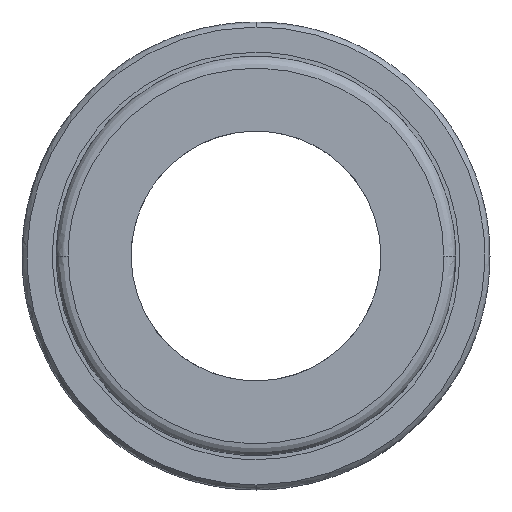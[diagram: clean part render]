
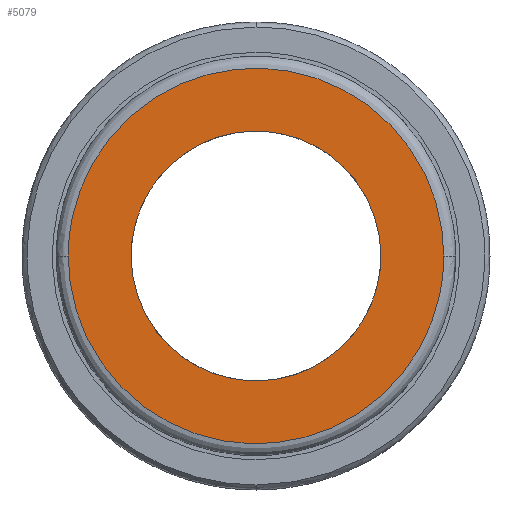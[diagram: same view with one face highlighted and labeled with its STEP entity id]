
A CAD part, left-side view. The second image highlights one B-rep face of the part: STEP entity #5079.
In plain terms, the highlighted free-form (B-spline) face has degree [1, 1] with [2, 2] control points.
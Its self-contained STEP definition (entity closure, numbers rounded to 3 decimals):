
#4976 = VERTEX_POINT('',#4977);
#4977 = CARTESIAN_POINT('',(-37.109,-13.561,
    0.));
#4983 = EDGE_CURVE('',#4984,#4976,#4986,.T.);
#4984 = VERTEX_POINT('',#4985);
#4985 = CARTESIAN_POINT('',(-37.109,13.561,0.));
#4986 = ( BOUNDED_CURVE() B_SPLINE_CURVE(2,(#4987,#4988,#4989,#4990,
#4991),.UNSPECIFIED.,.F.,.F.) B_SPLINE_CURVE_WITH_KNOTS((3,2,3),(0.,
1.571,3.142),.PIECEWISE_BEZIER_KNOTS.) CURVE() 
GEOMETRIC_REPRESENTATION_ITEM() RATIONAL_B_SPLINE_CURVE((1.,
0.707,1.,0.707,1.)) REPRESENTATION_ITEM('') );
#4987 = CARTESIAN_POINT('',(-37.109,13.561,0.));
#4988 = CARTESIAN_POINT('',(-37.109,13.561,
    -13.561));
#4989 = CARTESIAN_POINT('',(-37.109,0.,
    -13.561));
#4990 = CARTESIAN_POINT('',(-37.109,-13.561,
    -13.561));
#4991 = CARTESIAN_POINT('',(-37.109,-13.561,
    0.));
#5079 = ADVANCED_FACE('',(#5080,#5102),#5113,.F.);
#5080 = FACE_BOUND('',#5081,.T.);
#5081 = EDGE_LOOP('',(#5082,#5094));
#5082 = ORIENTED_EDGE('',*,*,#5083,.F.);
#5083 = EDGE_CURVE('',#5084,#5086,#5088,.T.);
#5084 = VERTEX_POINT('',#5085);
#5085 = CARTESIAN_POINT('',(-37.109,-9.021,0.));
#5086 = VERTEX_POINT('',#5087);
#5087 = CARTESIAN_POINT('',(-37.109,9.021,
    0.));
#5088 = ( BOUNDED_CURVE() B_SPLINE_CURVE(2,(#5089,#5090,#5091,#5092,
#5093),.UNSPECIFIED.,.F.,.F.) B_SPLINE_CURVE_WITH_KNOTS((3,2,3),(0.,
1.571,3.142),.PIECEWISE_BEZIER_KNOTS.) CURVE() 
GEOMETRIC_REPRESENTATION_ITEM() RATIONAL_B_SPLINE_CURVE((1.,
0.707,1.,0.707,1.)) REPRESENTATION_ITEM('') );
#5089 = CARTESIAN_POINT('',(-37.109,-9.021,0.));
#5090 = CARTESIAN_POINT('',(-37.109,-9.021,
    9.021));
#5091 = CARTESIAN_POINT('',(-37.109,0.,
    9.021));
#5092 = CARTESIAN_POINT('',(-37.109,9.021,
    9.021));
#5093 = CARTESIAN_POINT('',(-37.109,9.021,
    0.));
#5094 = ORIENTED_EDGE('',*,*,#5095,.F.);
#5095 = EDGE_CURVE('',#5086,#5084,#5096,.T.);
#5096 = ( BOUNDED_CURVE() B_SPLINE_CURVE(2,(#5097,#5098,#5099,#5100,
#5101),.UNSPECIFIED.,.F.,.F.) B_SPLINE_CURVE_WITH_KNOTS((3,2,3),(
    3.142,4.712,6.283),
.PIECEWISE_BEZIER_KNOTS.) CURVE() GEOMETRIC_REPRESENTATION_ITEM() 
RATIONAL_B_SPLINE_CURVE((1.,0.707,1.,0.707,1.)) 
REPRESENTATION_ITEM('') );
#5097 = CARTESIAN_POINT('',(-37.109,9.021,
    0.));
#5098 = CARTESIAN_POINT('',(-37.109,9.021,
    -9.021));
#5099 = CARTESIAN_POINT('',(-37.109,0.,
    -9.021));
#5100 = CARTESIAN_POINT('',(-37.109,-9.021,
    -9.021));
#5101 = CARTESIAN_POINT('',(-37.109,-9.021,
    0.));
#5102 = FACE_BOUND('',#5103,.T.);
#5103 = EDGE_LOOP('',(#5104,#5105));
#5104 = ORIENTED_EDGE('',*,*,#4983,.T.);
#5105 = ORIENTED_EDGE('',*,*,#5106,.T.);
#5106 = EDGE_CURVE('',#4976,#4984,#5107,.T.);
#5107 = ( BOUNDED_CURVE() B_SPLINE_CURVE(2,(#5108,#5109,#5110,#5111,
#5112),.UNSPECIFIED.,.F.,.F.) B_SPLINE_CURVE_WITH_KNOTS((3,2,3),(
    3.142,4.712,6.283),
.PIECEWISE_BEZIER_KNOTS.) CURVE() GEOMETRIC_REPRESENTATION_ITEM() 
RATIONAL_B_SPLINE_CURVE((1.,0.707,1.,0.707,1.)) 
REPRESENTATION_ITEM('') );
#5108 = CARTESIAN_POINT('',(-37.109,-13.561,
    0.));
#5109 = CARTESIAN_POINT('',(-37.109,-13.561,
    13.561));
#5110 = CARTESIAN_POINT('',(-37.109,0.,
    13.561));
#5111 = CARTESIAN_POINT('',(-37.109,13.561,
    13.561));
#5112 = CARTESIAN_POINT('',(-37.109,13.561,
    0.));
#5113 = B_SPLINE_SURFACE_WITH_KNOTS('',1,1,(
    (#5114,#5115)
    ,(#5116,#5117
    )),.UNSPECIFIED.,.F.,.F.,.F.,(2,2),(2,2),(-29.545,-0.909),(
    -14.318,14.318),.PIECEWISE_BEZIER_KNOTS.);
#5114 = CARTESIAN_POINT('',(-37.109,-13.561,
    -13.561));
#5115 = CARTESIAN_POINT('',(-37.109,-13.561,
    13.561));
#5116 = CARTESIAN_POINT('',(-37.109,13.561,
    -13.561));
#5117 = CARTESIAN_POINT('',(-37.109,13.561,
    13.561));
